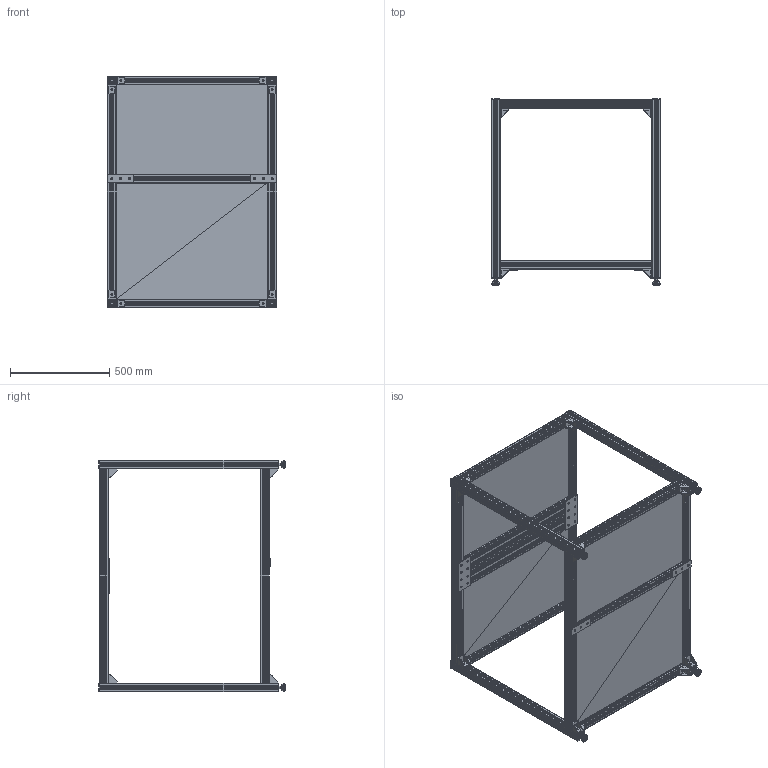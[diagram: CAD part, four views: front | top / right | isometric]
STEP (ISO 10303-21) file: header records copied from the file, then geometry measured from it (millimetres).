
FILE_DESCRIPTION(('HOOPS Exchange Step'),'2;1');
FILE_NAME('output/VentionAssembly_5995_v2.STEP','2021-06-09T14:29:00+00:00',('ubuntu'),('Unknown organisation'),'HOOPS Exchange 2020.1','HOOPS Exchange','Unknown authorisation');
FILE_SCHEMA( ('AUTOMOTIVE_DESIGN { 1 0 10303 214 1 1 1 1 }') );
Length unit declared in the file: millimetre
Products named in the file (64): HW-LF-001-0001; ST-EXT-001-0765; ST-HP-003-0001; ST-EXT-002-0765; ST-GP-001-0002; ST-EXT-001-0900; HW-EC-001-0001; ST-EXT-001-1080; ST-GP-001-0007; imported-ACCELERATION_JIG_48-144; imported-ACCELERATION_JIG_48-4; imported-ACCELERATION_JIG_48-93; imported-ACCELERATION_JIG_48-10; imported-ACCELERATION_JIG_48-12; imported-ACCELERATION_JIG_48-16; imported-ACCELERATION_JIG_48-230; imported-ACCELERATION_JIG_48-254-0; imported-ACCELERATION_JIG_48-254-1; imported-ACCELERATION_JIG_48-254-2; imported-ACCELERATION_JIG_48-254-3; imported-ACCELERATION_JIG_48-254-4; imported-ACCELERATION_JIG_48-254-6; 0; imported-ACCELERATION_JIG_48-38; imported-ACCELERATION_JIG_48-84; imported-ACCELERATION_JIG_48-222; imported-ACCELERATION_JIG_48-85; imported-ACCELERATION_JIG_48-137; imported-ACCELERATION_JIG_48-183; imported-ACCELERATION_JIG_48-156; imported-ACCELERATION_JIG_48-154-4; imported-ACCELERATION_JIG_48-154-3; imported-ACCELERATION_JIG_48-154-8; imported-ACCELERATION_JIG_48-154-9; imported-ACCELERATION_JIG_48-154-7; imported-ACCELERATION_JIG_48-154-13; imported-ACCELERATION_JIG_48-154-15; imported-ACCELERATION_JIG_48-154-14; imported-ACCELERATION_JIG_48-154-16; imported-ACCELERATION_JIG_48-158-14 ...
Assembly tree (358 placements, depth 4):
  0
    HW-LF-001-0001  x4
    ST-EXT-001-0765  x5
    ST-HP-003-0001  x16
    ST-EXT-002-0765  x2
    ST-GP-001-0002  x2
    ST-EXT-001-0900  x4
    HW-EC-001-0001  x4
    ST-EXT-001-1080  x4
    ST-GP-001-0007  x2
    0
      imported-ACCELERATION_JIG_48-144  x6
      imported-ACCELERATION_JIG_48-4  x2
      imported-ACCELERATION_JIG_48-93  x6
      imported-ACCELERATION_JIG_48-10  x4
      imported-ACCELERATION_JIG_48-12  x2
      imported-ACCELERATION_JIG_48-16  x4
      imported-ACCELERATION_JIG_48-230  x68
      0  x24
        imported-ACCELERATION_JIG_48-254-0
        imported-ACCELERATION_JIG_48-254-1
        imported-ACCELERATION_JIG_48-254-2
        imported-ACCELERATION_JIG_48-254-3
        imported-ACCELERATION_JIG_48-254-4
        imported-ACCELERATION_JIG_48-254-6
      imported-ACCELERATION_JIG_48-38  x2
      imported-ACCELERATION_JIG_48-84  x4
      imported-ACCELERATION_JIG_48-222  x64
      imported-ACCELERATION_JIG_48-85  x4
      imported-ACCELERATION_JIG_48-137  x6
      imported-ACCELERATION_JIG_48-183  x6
      imported-ACCELERATION_JIG_48-156  x6
      0  x6
        imported-ACCELERATION_JIG_48-154-4
        imported-ACCELERATION_JIG_48-154-3
        imported-ACCELERATION_JIG_48-154-8
        imported-ACCELERATION_JIG_48-154-9
        imported-ACCELERATION_JIG_48-154-7
        imported-ACCELERATION_JIG_48-154-13
        imported-ACCELERATION_JIG_48-154-15
        imported-ACCELERATION_JIG_48-154-14
        imported-ACCELERATION_JIG_48-154-16
      0  x2
        imported-ACCELERATION_JIG_48-158-14
        imported-ACCELERATION_JIG_48-158-26
        imported-ACCELERATION_JIG_48-158-28
        imported-ACCELERATION_JIG_48-158-4
        imported-ACCELERATION_JIG_48-158-10
        imported-ACCELERATION_JIG_48-158-12
        imported-ACCELERATION_JIG_48-158-13
        imported-ACCELERATION_JIG_48-158-19
        imported-ACCELERATION_JIG_48-158-20
        imported-ACCELERATION_JIG_48-158-25
      imported-ACCELERATION_JIG_48-164  x6
      imported-ACCELERATION_JIG_48-166  x2
      imported-ACCELERATION_JIG_48-197  x12
      0  x13
        imported-ACCELERATION_JIG_48-242-0
        imported-ACCELERATION_JIG_48-242-1
      imported-ACCELERATION_JIG_48-182  x6
Bounding box: 855 x 939 x 1170 mm (x, y, z)
Volume: 11967537.3 mm3; surface area: 12247813.8 mm2
Topology: 55 solids, 279 shells, 6144 faces, 16050 edges, 10068 vertices
Faces by surface type: plane 2982, cylinder 1670, bspline 760, cone 280, torus 260, sphere 192
Entity records: 58931 total; most frequent: CARTESIAN_POINT 16311, DIRECTION 8841, ORIENTED_EDGE 8196, EDGE_CURVE 4098, AXIS2_PLACEMENT_3D 3222, VERTEX_POINT 2618, VECTOR 2397, LINE 2397
